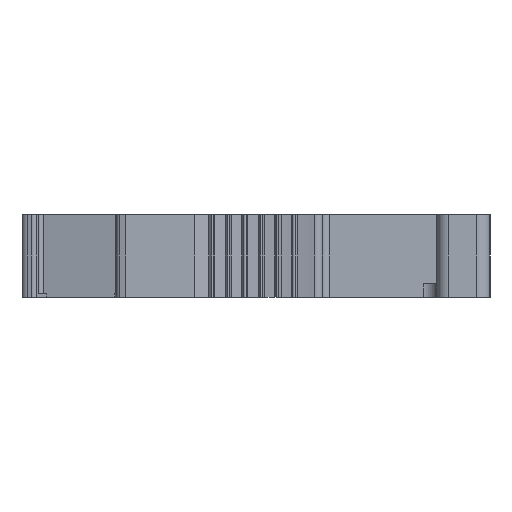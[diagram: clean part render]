
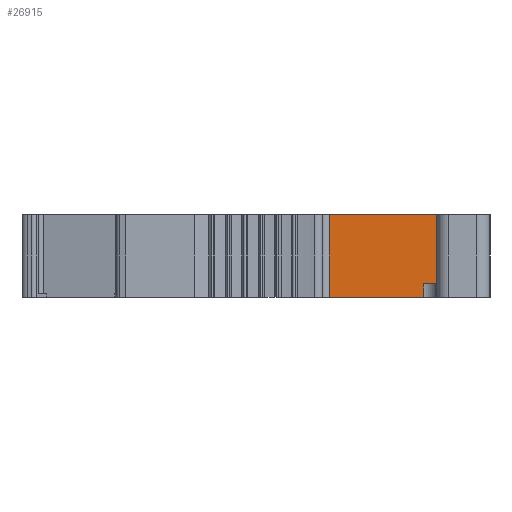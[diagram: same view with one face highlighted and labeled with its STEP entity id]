
A CAD part, left-side view. The second image highlights one B-rep face of the part: STEP entity #26915.
In plain terms, the highlighted planar face has unit normal (-1, 0, 0).
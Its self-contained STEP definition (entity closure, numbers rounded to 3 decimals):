
#1339=DIRECTION('',(0.,1.,0.));
#1340=VECTOR('',#1339,7.1);
#1341=CARTESIAN_POINT('',(-19.,-1.,-3.1));
#1342=LINE('',#1341,#1340);
#1346=DIRECTION('',(0.,-1.,0.));
#1347=VECTOR('',#1346,3.1);
#1348=CARTESIAN_POINT('',(-19.,-1.,-2.1));
#1349=LINE('',#1348,#1347);
#1400=DIRECTION('',(0.,0.,1.));
#1401=VECTOR('',#1400,5.2);
#1402=CARTESIAN_POINT('',(-19.,-4.1,-2.1));
#1403=LINE('',#1402,#1401);
#1752=DIRECTION('',(0.,1.,0.));
#1753=VECTOR('',#1752,10.2);
#1754=CARTESIAN_POINT('',(-19.,-4.1,3.1));
#1755=LINE('',#1754,#1753);
#9300=DIRECTION('',(0.,0.,-1.));
#9301=VECTOR('',#9300,6.2);
#9302=CARTESIAN_POINT('',(-19.,6.1,3.1));
#9303=LINE('',#9302,#9301);
#19651=DIRECTION('',(0.,0.,1.));
#19652=VECTOR('',#19651,1.);
#19653=CARTESIAN_POINT('',(-19.,-1.,-3.1));
#19654=LINE('',#19653,#19652);
#22512=CARTESIAN_POINT('',(-19.,-1.,-3.1));
#22513=CARTESIAN_POINT('',(-19.,6.1,-3.1));
#22514=VERTEX_POINT('',#22512);
#22515=VERTEX_POINT('',#22513);
#22944=CARTESIAN_POINT('',(-19.,-1.,-2.1));
#22945=CARTESIAN_POINT('',(-19.,-4.1,-2.1));
#22946=VERTEX_POINT('',#22944);
#22947=VERTEX_POINT('',#22945);
#22948=CARTESIAN_POINT('',(-19.,6.1,3.1));
#22949=VERTEX_POINT('',#22948);
#22950=CARTESIAN_POINT('',(-19.,-4.1,3.1));
#22951=VERTEX_POINT('',#22950);
#26897=CARTESIAN_POINT('',(-19.,6.1,-3.1));
#26898=DIRECTION('',(-1.,0.,0.));
#26899=DIRECTION('',(0.,-1.,0.));
#26900=AXIS2_PLACEMENT_3D('',#26897,#26898,#26899);
#26901=PLANE('',#26900);
#26903=ORIENTED_EDGE('',*,*,#26902,.F.);
#26905=ORIENTED_EDGE('',*,*,#26904,.F.);
#26906=ORIENTED_EDGE('',*,*,#26454,.T.);
#26908=ORIENTED_EDGE('',*,*,#26907,.F.);
#26910=ORIENTED_EDGE('',*,*,#26909,.F.);
#26912=ORIENTED_EDGE('',*,*,#26911,.F.);
#26913=EDGE_LOOP('',(#26903,#26905,#26906,#26908,#26910,#26912));
#26914=FACE_OUTER_BOUND('',#26913,.F.);
#26915=ADVANCED_FACE('',(#26914),#26901,.T.);
#26454=EDGE_CURVE('',#22514,#22515,#1342,.T.);
#26902=EDGE_CURVE('',#22946,#22947,#1349,.T.);
#26904=EDGE_CURVE('',#22514,#22946,#19654,.T.);
#26907=EDGE_CURVE('',#22949,#22515,#9303,.T.);
#26909=EDGE_CURVE('',#22951,#22949,#1755,.T.);
#26911=EDGE_CURVE('',#22947,#22951,#1403,.T.);
